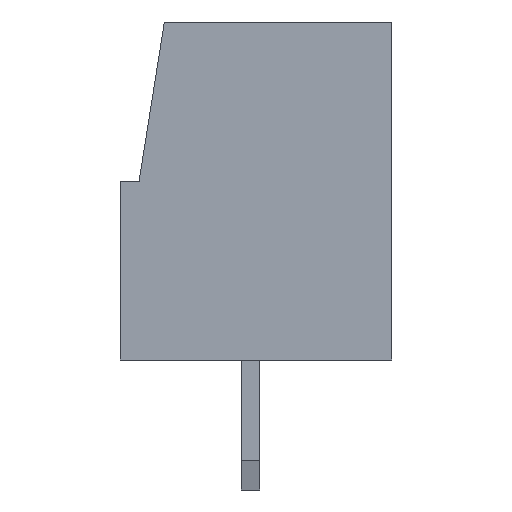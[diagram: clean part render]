
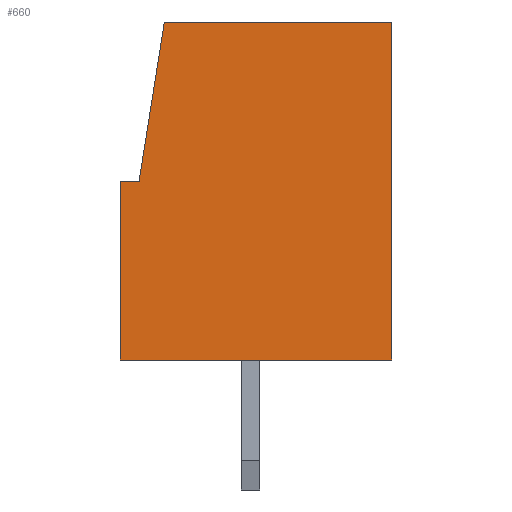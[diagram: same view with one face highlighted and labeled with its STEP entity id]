
A CAD part, left-side view. The second image highlights one B-rep face of the part: STEP entity #660.
In plain terms, the highlighted planar face has unit normal (-1, 0, 0).
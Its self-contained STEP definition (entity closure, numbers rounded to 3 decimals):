
#660 = ADVANCED_FACE( '', ( #1353 ), #1354, .F. );
#1353 = FACE_OUTER_BOUND( '', #2118, .T. );
#1354 = PLANE( '', #2119 );
#2118 = EDGE_LOOP( '', ( #3695, #3696, #3697, #3698, #3699, #3700 ) );
#2119 = AXIS2_PLACEMENT_3D( '', #3701, #3702, #3703 );
#3695 = ORIENTED_EDGE( '', *, *, #5371, .T. );
#3696 = ORIENTED_EDGE( '', *, *, #4790, .T. );
#3697 = ORIENTED_EDGE( '', *, *, #5419, .T. );
#3698 = ORIENTED_EDGE( '', *, *, #5420, .T. );
#3699 = ORIENTED_EDGE( '', *, *, #5421, .T. );
#3700 = ORIENTED_EDGE( '', *, *, #5072, .T. );
#3701 = CARTESIAN_POINT( '', ( -1.905, -8.03, -3.632 ) );
#3702 = DIRECTION( '', ( 1., 0., 0. ) );
#3703 = DIRECTION( '', ( 0., 0., 1. ) );
#4790 = EDGE_CURVE( '', #5697, #5710, #5712, .T. );
#5072 = EDGE_CURVE( '', #6203, #6204, #6205, .T. );
#5371 = EDGE_CURVE( '', #6204, #5697, #6650, .T. );
#5419 = EDGE_CURVE( '', #5710, #6716, #6717, .T. );
#5420 = EDGE_CURVE( '', #6716, #6718, #6719, .T. );
#5421 = EDGE_CURVE( '', #6718, #6203, #6720, .T. );
#5697 = VERTEX_POINT( '', #7050 );
#5710 = VERTEX_POINT( '', #7068 );
#5712 = LINE( '', #7071, #7072 );
#6203 = VERTEX_POINT( '', #7782 );
#6204 = VERTEX_POINT( '', #7783 );
#6205 = LINE( '', #7784, #7785 );
#6650 = LINE( '', #8459, #8460 );
#6716 = VERTEX_POINT( '', #8563 );
#6717 = LINE( '', #8564, #8565 );
#6718 = VERTEX_POINT( '', #8566 );
#6719 = LINE( '', #8567, #8568 );
#6720 = LINE( '', #8569, #8570 );
#7050 = CARTESIAN_POINT( '', ( -1.905, -7.3, 9.1 ) );
#7068 = CARTESIAN_POINT( '', ( -1.905, -1.181, 9.1 ) );
#7071 = CARTESIAN_POINT( '', ( -1.905, -3.5, 9.1 ) );
#7072 = VECTOR( '', #9022, 1000. );
#7782 = CARTESIAN_POINT( '', ( -1.905, 0., 0. ) );
#7783 = CARTESIAN_POINT( '', ( -1.905, -7.3, 0. ) );
#7784 = CARTESIAN_POINT( '', ( -1.905, -3.5, 0. ) );
#7785 = VECTOR( '', #9290, 1000. );
#8459 = CARTESIAN_POINT( '', ( -1.905, -7.3, 0. ) );
#8460 = VECTOR( '', #9535, 1000. );
#8563 = CARTESIAN_POINT( '', ( -1.905, -0.5, 4.8 ) );
#8564 = CARTESIAN_POINT( '', ( -1.905, 0.26, 0. ) );
#8565 = VECTOR( '', #9573, 1000. );
#8566 = CARTESIAN_POINT( '', ( -1.905, 0., 4.8 ) );
#8567 = CARTESIAN_POINT( '', ( -1.905, -3.5, 4.8 ) );
#8568 = VECTOR( '', #9574, 1000. );
#8569 = CARTESIAN_POINT( '', ( -1.905, 0., 0. ) );
#8570 = VECTOR( '', #9575, 1000. );
#9022 = DIRECTION( '', ( 0., 1., 0. ) );
#9290 = DIRECTION( '', ( 0., -1., 0. ) );
#9535 = DIRECTION( '', ( 0., 0., 1. ) );
#9573 = DIRECTION( '', ( 0., 0.156, -0.988 ) );
#9574 = DIRECTION( '', ( 0., 1., 0. ) );
#9575 = DIRECTION( '', ( 0., 0., -1. ) );
